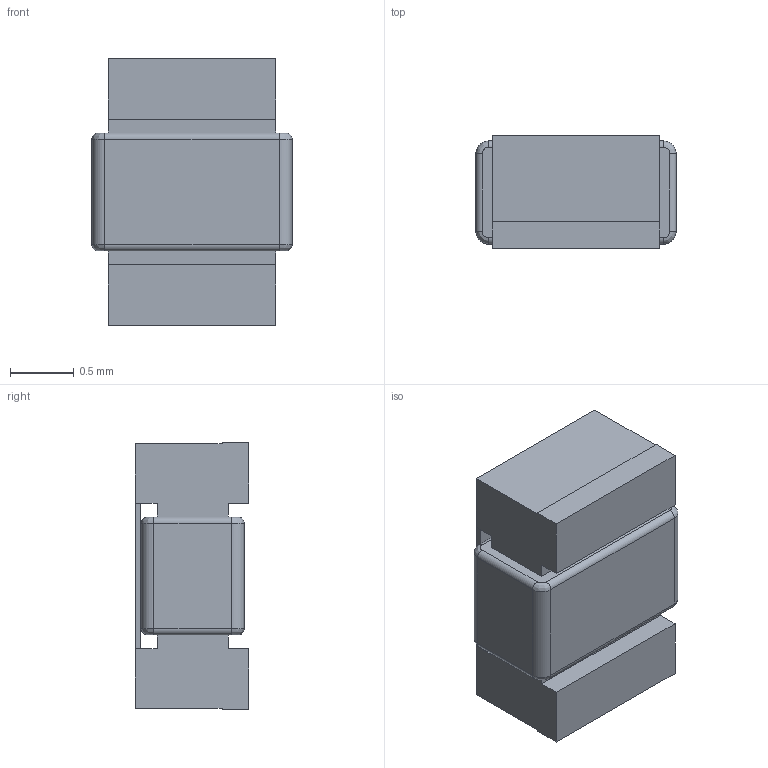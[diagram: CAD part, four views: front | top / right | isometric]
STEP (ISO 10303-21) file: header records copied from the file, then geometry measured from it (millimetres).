
FILE_DESCRIPTION (( 'STEP AP214' ), '1' );
FILE_NAME ('Coilcraft-0805HT-DEFAULT.STEP', '2011-03-10T14:20:21', ( 'sysAdmin' ), ( 'SolidWorks' ), 'SwSTEP 2.0', 'SolidWorks 2011', '' );
FILE_SCHEMA (( 'AUTOMOTIVE_DESIGN' ));
Length unit declared in the file: millimetre
Products named in the file (1): Coilcraft-0805HT-DEFAULT
Bounding box: 1.57 x 0.89 x 2.1 mm (x, y, z)
Volume: 2.5 mm3; surface area: 16.6 mm2
Topology: 2 solids, 2 shells, 57 faces, 134 edges, 84 vertices
Faces by surface type: plane 35, cylinder 14, bspline 8
Entity records: 2366 total; most frequent: CARTESIAN_POINT 420, ORIENTED_EDGE 268, DIRECTION 254, EDGE_CURVE 134, VECTOR 98, LINE 98, VERTEX_POINT 84, AXIS2_PLACEMENT_3D 78
